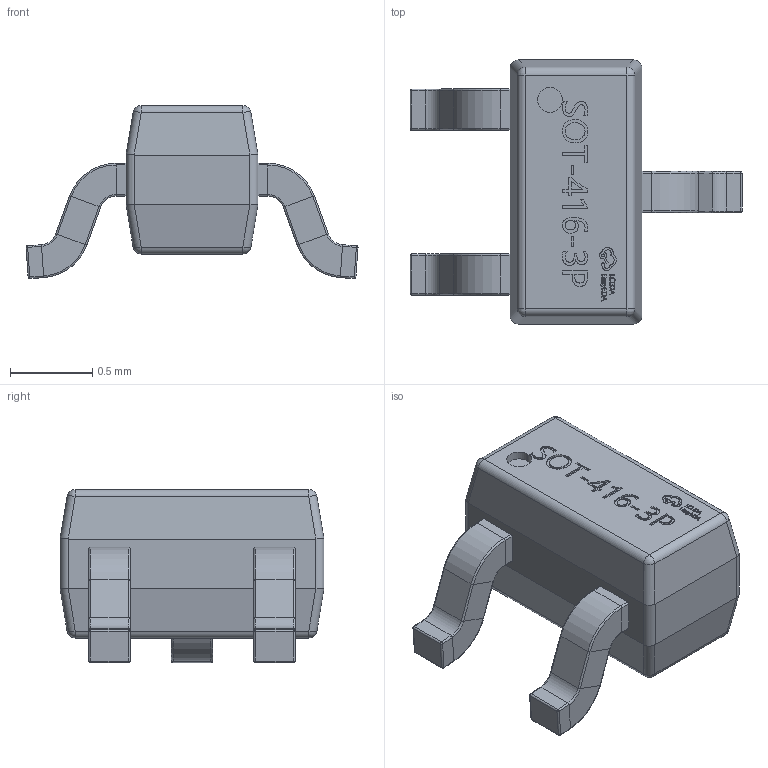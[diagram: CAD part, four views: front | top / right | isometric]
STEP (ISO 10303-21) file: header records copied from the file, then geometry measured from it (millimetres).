
FILE_DESCRIPTION (( 'STEP AP214' ), '1' );
FILE_NAME ('SOT-416-3P_L1.6-W0.8-H0.9-LS1.6-P1.00.step', '2022-07-26T11:13:30', ( '' ), ( '' ), 'SwSTEP 2.0', 'SolidWorks 2020', '' );
FILE_SCHEMA (( 'AUTOMOTIVE_DESIGN' ));
Length unit declared in the file: millimetre
Products named in the file (1): SOT-416-3P_L1.6-W0.8-H0.9-LS1.6-P1.00
Bounding box: 2.01 x 1.6 x 1.05 mm (x, y, z)
Volume: 1.2 mm3; surface area: 8.9 mm2
Topology: 17 solids, 17 shells, 605 faces, 1500 edges, 945 vertices
Faces by surface type: plane 312, bspline 164, cylinder 82, torus 24, sphere 23
Entity records: 28549 total; most frequent: CARTESIAN_POINT 8525, ORIENTED_EDGE 2976, DIRECTION 2194, EDGE_CURVE 1488, VECTOR 954, LINE 954, VERTEX_POINT 939, EDGE_LOOP 639
